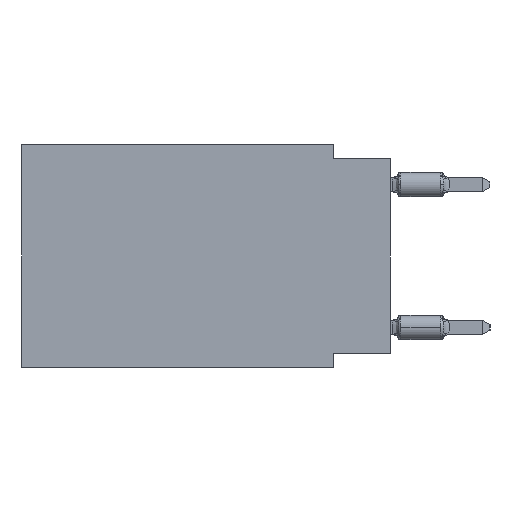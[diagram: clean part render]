
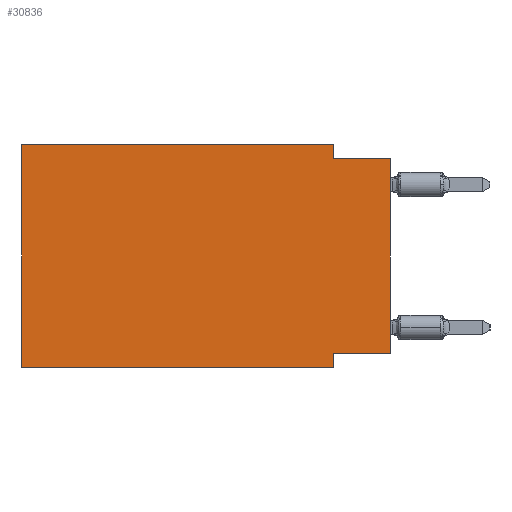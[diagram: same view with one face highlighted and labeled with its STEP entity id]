
A CAD part, left-side view. The second image highlights one B-rep face of the part: STEP entity #30836.
In plain terms, the highlighted planar face has unit normal (-1, 0, 0).
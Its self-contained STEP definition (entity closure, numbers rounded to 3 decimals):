
#252 = EDGE_CURVE ( 'NONE', #11863, #27082, #31703, .T. ) ;
#428 = VECTOR ( 'NONE', #2653, 1000. ) ;
#1026 = VERTEX_POINT ( 'NONE', #2973 ) ;
#2097 = EDGE_CURVE ( 'NONE', #20060, #18365, #4622, .T. ) ;
#2252 = CARTESIAN_POINT ( 'NONE',  ( 0., 0., -9.271 ) ) ;
#2327 = CARTESIAN_POINT ( 'NONE',  ( 0., 16.383, 0. ) ) ;
#2653 = DIRECTION ( 'NONE',  ( 0., 1., 0. ) ) ;
#2973 = CARTESIAN_POINT ( 'NONE',  ( 0., 16.383, -9.906 ) ) ;
#3166 = VERTEX_POINT ( 'NONE', #25361 ) ;
#3472 = ORIENTED_EDGE ( 'NONE', *, *, #11126, .T. ) ;
#4257 = LINE ( 'NONE', #11680, #10274 ) ;
#4622 = LINE ( 'NONE', #10048, #428 ) ;
#4816 = VECTOR ( 'NONE', #26671, 1000. ) ;
#5097 = DIRECTION ( 'NONE',  ( 0., -1., 0. ) ) ;
#5521 = PLANE ( 'NONE',  #27622 ) ;
#6317 = CARTESIAN_POINT ( 'NONE',  ( 0., 0., -0.635 ) ) ;
#8024 = ORIENTED_EDGE ( 'NONE', *, *, #19576, .F. ) ;
#10048 = CARTESIAN_POINT ( 'NONE',  ( 0., 0., -9.271 ) ) ;
#10136 = DIRECTION ( 'NONE',  ( 1., 0., 0. ) ) ;
#10240 = EDGE_CURVE ( 'NONE', #1026, #3166, #31125, .T. ) ;
#10274 = VECTOR ( 'NONE', #11841, 1000. ) ;
#10640 = EDGE_CURVE ( 'NONE', #20060, #27082, #28133, .T. ) ;
#10801 = DIRECTION ( 'NONE',  ( 0., 0., 1. ) ) ;
#11126 = EDGE_CURVE ( 'NONE', #1026, #32580, #24592, .T. ) ;
#11141 = ORIENTED_EDGE ( 'NONE', *, *, #24231, .F. ) ;
#11482 = CARTESIAN_POINT ( 'NONE',  ( 0., 2.54, -9.271 ) ) ;
#11680 = CARTESIAN_POINT ( 'NONE',  ( 0., 2.54, -9.906 ) ) ;
#11841 = DIRECTION ( 'NONE',  ( 0., 0., -1. ) ) ;
#11863 = VERTEX_POINT ( 'NONE', #22043 ) ;
#14207 = VECTOR ( 'NONE', #16851, 1000. ) ;
#14927 = DIRECTION ( 'NONE',  ( 0., 0., -1. ) ) ;
#15973 = ORIENTED_EDGE ( 'NONE', *, *, #10640, .T. ) ;
#16614 = ORIENTED_EDGE ( 'NONE', *, *, #28959, .F. ) ;
#16664 = EDGE_LOOP ( 'NONE', ( #15973, #27004, #16614, #11141, #31946, #3472, #8024, #19613 ) ) ;
#16851 = DIRECTION ( 'NONE',  ( 0., -1., 0. ) ) ;
#16873 = VECTOR ( 'NONE', #5097, 1000. ) ;
#17653 = DIRECTION ( 'NONE',  ( 0., 0., -1. ) ) ;
#17740 = CARTESIAN_POINT ( 'NONE',  ( 0., 0., 0. ) ) ;
#18262 = VECTOR ( 'NONE', #32168, 1000. ) ;
#18365 = VERTEX_POINT ( 'NONE', #11482 ) ;
#19576 = EDGE_CURVE ( 'NONE', #18365, #32580, #4257, .T. ) ;
#19613 = ORIENTED_EDGE ( 'NONE', *, *, #2097, .F. ) ;
#20060 = VERTEX_POINT ( 'NONE', #2252 ) ;
#22043 = CARTESIAN_POINT ( 'NONE',  ( 0., 2.54, -0.635 ) ) ;
#22514 = CARTESIAN_POINT ( 'NONE',  ( 0., 16.383, 0. ) ) ;
#22932 = LINE ( 'NONE', #30328, #26998 ) ;
#24041 = CARTESIAN_POINT ( 'NONE',  ( 0., 16.383, 0. ) ) ;
#24231 = EDGE_CURVE ( 'NONE', #3166, #26646, #32471, .T. ) ;
#24592 = LINE ( 'NONE', #31402, #18262 ) ;
#25361 = CARTESIAN_POINT ( 'NONE',  ( 0., 16.383, 0. ) ) ;
#26646 = VERTEX_POINT ( 'NONE', #28949 ) ;
#26671 = DIRECTION ( 'NONE',  ( 0., 0., 1. ) ) ;
#26998 = VECTOR ( 'NONE', #17653, 1000. ) ;
#27004 = ORIENTED_EDGE ( 'NONE', *, *, #252, .F. ) ;
#27082 = VERTEX_POINT ( 'NONE', #31052 ) ;
#27622 = AXIS2_PLACEMENT_3D ( 'NONE', #22514, #10136, #14927 ) ;
#27942 = FACE_OUTER_BOUND ( 'NONE', #16664, .T. ) ;
#28133 = LINE ( 'NONE', #17740, #32205 ) ;
#28949 = CARTESIAN_POINT ( 'NONE',  ( 0., 2.54, 0. ) ) ;
#28959 = EDGE_CURVE ( 'NONE', #26646, #11863, #22932, .T. ) ;
#30328 = CARTESIAN_POINT ( 'NONE',  ( 0., 2.54, 0. ) ) ;
#30836 = ADVANCED_FACE ( 'NONE', ( #27942 ), #5521, .F. ) ;
#31052 = CARTESIAN_POINT ( 'NONE',  ( 0., 0., -0.635 ) ) ;
#31125 = LINE ( 'NONE', #24041, #4816 ) ;
#31360 = CARTESIAN_POINT ( 'NONE',  ( 0., 2.54, -9.906 ) ) ;
#31402 = CARTESIAN_POINT ( 'NONE',  ( 0., 16.383, -9.906 ) ) ;
#31703 = LINE ( 'NONE', #6317, #14207 ) ;
#31946 = ORIENTED_EDGE ( 'NONE', *, *, #10240, .F. ) ;
#32168 = DIRECTION ( 'NONE',  ( 0., -1., 0. ) ) ;
#32205 = VECTOR ( 'NONE', #10801, 1000. ) ;
#32471 = LINE ( 'NONE', #2327, #16873 ) ;
#32580 = VERTEX_POINT ( 'NONE', #31360 ) ;
